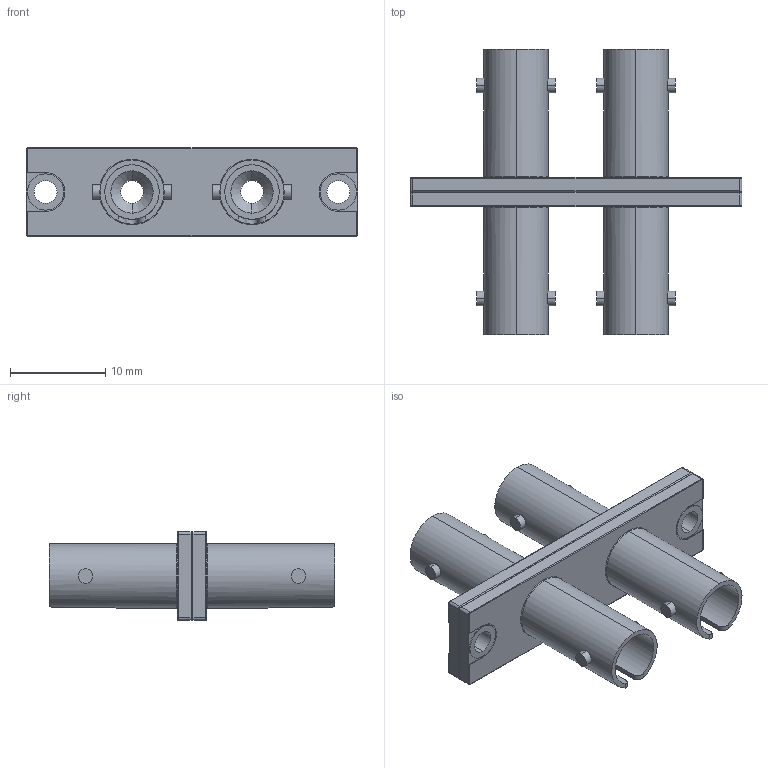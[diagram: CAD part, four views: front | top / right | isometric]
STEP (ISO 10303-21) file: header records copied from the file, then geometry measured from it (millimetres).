
FILE_DESCRIPTION (( 'STEP AP203' ), '1' );
FILE_NAME ('FOA-401A.STEP', '2006-06-30T18:48:03', ( ' ' ), ( ' ' ), 'SwSTEP 2.0', 'SolidWorks 2005354', '' );
FILE_SCHEMA (( 'CONFIG_CONTROL_DESIGN' ));
Length unit declared in the file: inch
Products named in the file (2): FOA-401A
Assembly tree (1 placements, depth 2):
  FOA-401A
    FOA-401A
Bounding box: 34.8 x 29.97 x 9.27 mm (x, y, z)
Volume: 1957.6 mm3; surface area: 2792.1 mm2
Topology: 1 solids, 1 shells, 166 faces, 400 edges, 252 vertices
Faces by surface type: cylinder 84, plane 58, torus 16, cone 8
Entity records: 5408 total; most frequent: CARTESIAN_POINT 1334, DIRECTION 828, ORIENTED_EDGE 800, EDGE_CURVE 400, AXIS2_PLACEMENT_3D 322, VERTEX_POINT 252, EDGE_LOOP 190, VECTOR 184
